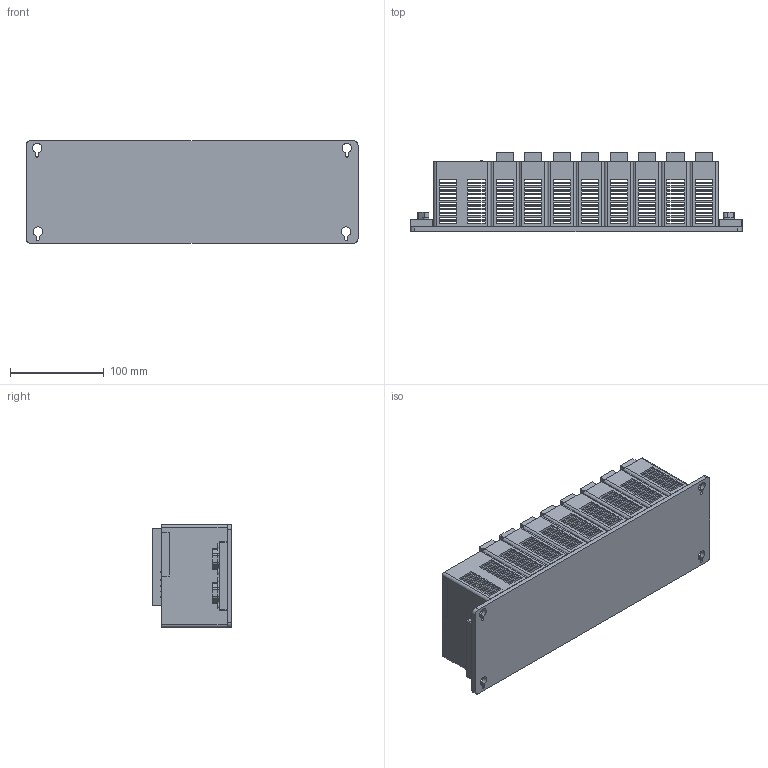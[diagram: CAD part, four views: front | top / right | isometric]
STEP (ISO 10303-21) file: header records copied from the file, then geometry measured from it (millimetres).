
FILE_DESCRIPTION (( 'STEP AP203' ), '1' );
FILE_NAME ('ADAM-5000E.STEP', '2007-07-23T00:46:45', ( 'Bryan Andersen' ), ( 'Andersen Professional 3-D Modeling' ), 'SwSTEP 2.0', 'SolidWorks 2007', '' );
FILE_SCHEMA (( 'CONFIG_CONTROL_DESIGN' ));
Products named in the file (1): ADAM-5000E
Bounding box: 355 x 85 x 110 mm (x, y, z)
Volume: 2072026.9 mm3; surface area: 833825.9 mm2
Topology: 30 solids, 30 shells, 3220 faces, 8967 edges, 5978 vertices
Faces by surface type: plane 2652, bspline 347, cylinder 220, sphere 1
Entity records: 122344 total; most frequent: CARTESIAN_POINT 41119, ORIENTED_EDGE 17928, DIRECTION 14450, EDGE_CURVE 8964, VECTOR 7742, LINE 7742, VERTEX_POINT 5976, EDGE_LOOP 3658
